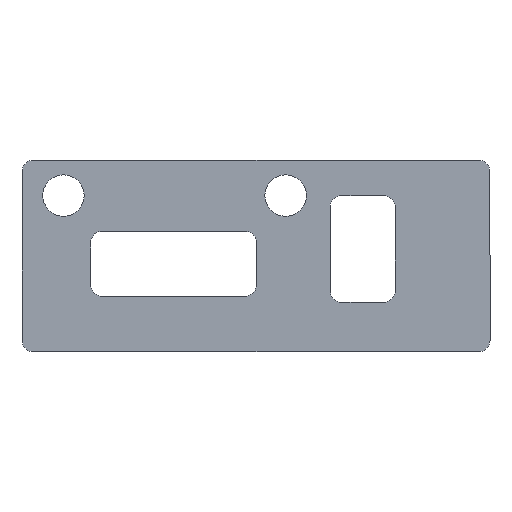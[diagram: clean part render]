
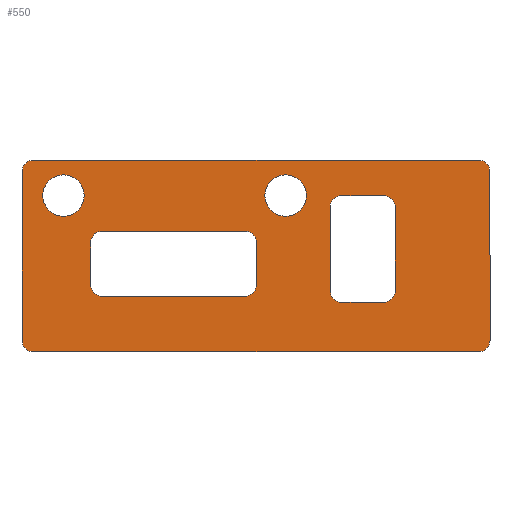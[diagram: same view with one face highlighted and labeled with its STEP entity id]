
A CAD part, top view. The second image highlights one B-rep face of the part: STEP entity #550.
In plain terms, the highlighted planar face has unit normal (0, 0, 1).
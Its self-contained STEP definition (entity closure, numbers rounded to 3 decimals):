
#28=PLANE('',#608);
#33=LINE('',#796,#81);
#47=LINE('',#849,#95);
#52=LINE('',#862,#100);
#55=LINE('',#870,#103);
#58=LINE('',#878,#106);
#60=LINE('',#884,#108);
#64=LINE('',#894,#112);
#67=LINE('',#902,#115);
#70=LINE('',#910,#118);
#72=LINE('',#916,#120);
#75=LINE('',#924,#123);
#76=LINE('',#926,#124);
#81=VECTOR('',#635,37.5);
#95=VECTOR('',#679,14.2);
#100=VECTOR('',#694,3.5);
#103=VECTOR('',#703,7.);
#106=VECTOR('',#712,3.5);
#108=VECTOR('',#720,7.);
#112=VECTOR('',#730,12.);
#115=VECTOR('',#739,3.5);
#118=VECTOR('',#748,12.);
#120=VECTOR('',#756,3.5);
#123=VECTOR('',#765,37.5);
#124=VECTOR('',#768,14.2);
#131=FACE_BOUND('',#197,.T.);
#132=FACE_BOUND('',#198,.T.);
#133=FACE_BOUND('',#199,.T.);
#134=FACE_BOUND('',#200,.T.);
#162=FACE_OUTER_BOUND('',#196,.T.);
#196=EDGE_LOOP('',(#483,#484,#485,#486,#487,#488,#489,#490));
#197=EDGE_LOOP('',(#491));
#198=EDGE_LOOP('',(#492));
#199=EDGE_LOOP('',(#493,#494,#495,#496,#497,#498,#499,#500));
#200=EDGE_LOOP('',(#501,#502,#503,#504,#505,#506,#507,#508));
#202=CIRCLE('',#555,1.75);
#204=CIRCLE('',#558,1.75);
#205=CIRCLE('',#560,1.);
#218=CIRCLE('',#576,1.);
#219=CIRCLE('',#579,1.);
#220=CIRCLE('',#581,1.);
#221=CIRCLE('',#584,1.);
#222=CIRCLE('',#587,1.);
#223=CIRCLE('',#590,1.);
#224=CIRCLE('',#593,1.);
#225=CIRCLE('',#596,1.);
#226=CIRCLE('',#599,1.);
#227=CIRCLE('',#602,1.);
#228=CIRCLE('',#605,1.);
#230=VERTEX_POINT('',#775);
#232=VERTEX_POINT('',#780);
#233=VERTEX_POINT('',#783);
#234=VERTEX_POINT('',#784);
#238=VERTEX_POINT('',#794);
#260=VERTEX_POINT('',#842);
#261=VERTEX_POINT('',#843);
#262=VERTEX_POINT('',#848);
#263=VERTEX_POINT('',#854);
#264=VERTEX_POINT('',#856);
#265=VERTEX_POINT('',#860);
#266=VERTEX_POINT('',#864);
#267=VERTEX_POINT('',#866);
#268=VERTEX_POINT('',#872);
#269=VERTEX_POINT('',#874);
#270=VERTEX_POINT('',#880);
#271=VERTEX_POINT('',#886);
#272=VERTEX_POINT('',#888);
#273=VERTEX_POINT('',#892);
#274=VERTEX_POINT('',#896);
#275=VERTEX_POINT('',#898);
#276=VERTEX_POINT('',#904);
#277=VERTEX_POINT('',#906);
#278=VERTEX_POINT('',#912);
#279=VERTEX_POINT('',#918);
#280=VERTEX_POINT('',#919);
#282=EDGE_CURVE('',#230,#230,#202,.T.);
#284=EDGE_CURVE('',#232,#232,#204,.T.);
#285=EDGE_CURVE('',#233,#234,#205,.T.);
#291=EDGE_CURVE('',#238,#233,#33,.T.);
#314=EDGE_CURVE('',#260,#261,#218,.T.);
#317=EDGE_CURVE('',#261,#262,#47,.T.);
#319=EDGE_CURVE('',#262,#238,#219,.T.);
#321=EDGE_CURVE('',#263,#264,#220,.T.);
#324=EDGE_CURVE('',#263,#265,#52,.T.);
#326=EDGE_CURVE('',#266,#267,#221,.T.);
#328=EDGE_CURVE('',#266,#264,#55,.T.);
#330=EDGE_CURVE('',#268,#269,#222,.T.);
#332=EDGE_CURVE('',#268,#267,#58,.T.);
#334=EDGE_CURVE('',#270,#265,#223,.T.);
#335=EDGE_CURVE('',#270,#269,#60,.T.);
#337=EDGE_CURVE('',#271,#272,#224,.T.);
#340=EDGE_CURVE('',#271,#273,#64,.T.);
#342=EDGE_CURVE('',#274,#275,#225,.T.);
#344=EDGE_CURVE('',#274,#272,#67,.T.);
#346=EDGE_CURVE('',#276,#277,#226,.T.);
#348=EDGE_CURVE('',#276,#275,#70,.T.);
#350=EDGE_CURVE('',#278,#273,#227,.T.);
#351=EDGE_CURVE('',#278,#277,#72,.T.);
#352=EDGE_CURVE('',#279,#280,#228,.T.);
#355=EDGE_CURVE('',#280,#260,#75,.T.);
#356=EDGE_CURVE('',#234,#279,#76,.T.);
#483=ORIENTED_EDGE('',*,*,#285,.F.);
#484=ORIENTED_EDGE('',*,*,#291,.F.);
#485=ORIENTED_EDGE('',*,*,#319,.F.);
#486=ORIENTED_EDGE('',*,*,#317,.F.);
#487=ORIENTED_EDGE('',*,*,#314,.F.);
#488=ORIENTED_EDGE('',*,*,#355,.F.);
#489=ORIENTED_EDGE('',*,*,#352,.F.);
#490=ORIENTED_EDGE('',*,*,#356,.F.);
#491=ORIENTED_EDGE('',*,*,#282,.T.);
#492=ORIENTED_EDGE('',*,*,#284,.T.);
#493=ORIENTED_EDGE('',*,*,#351,.T.);
#494=ORIENTED_EDGE('',*,*,#346,.F.);
#495=ORIENTED_EDGE('',*,*,#348,.T.);
#496=ORIENTED_EDGE('',*,*,#342,.F.);
#497=ORIENTED_EDGE('',*,*,#344,.T.);
#498=ORIENTED_EDGE('',*,*,#337,.F.);
#499=ORIENTED_EDGE('',*,*,#340,.T.);
#500=ORIENTED_EDGE('',*,*,#350,.F.);
#501=ORIENTED_EDGE('',*,*,#335,.T.);
#502=ORIENTED_EDGE('',*,*,#330,.F.);
#503=ORIENTED_EDGE('',*,*,#332,.T.);
#504=ORIENTED_EDGE('',*,*,#326,.F.);
#505=ORIENTED_EDGE('',*,*,#328,.T.);
#506=ORIENTED_EDGE('',*,*,#321,.F.);
#507=ORIENTED_EDGE('',*,*,#324,.T.);
#508=ORIENTED_EDGE('',*,*,#334,.F.);
#550=ADVANCED_FACE('',(#162,#131,#132,#133,#134),#28,.T.);
#555=AXIS2_PLACEMENT_3D('',#776,#615,#616);
#558=AXIS2_PLACEMENT_3D('',#781,#621,#622);
#560=AXIS2_PLACEMENT_3D('',#785,#625,#626);
#576=AXIS2_PLACEMENT_3D('',#844,#673,#674);
#579=AXIS2_PLACEMENT_3D('',#852,#683,#684);
#581=AXIS2_PLACEMENT_3D('',#857,#688,#689);
#584=AXIS2_PLACEMENT_3D('',#867,#698,#699);
#587=AXIS2_PLACEMENT_3D('',#875,#707,#708);
#590=AXIS2_PLACEMENT_3D('',#882,#716,#717);
#593=AXIS2_PLACEMENT_3D('',#889,#724,#725);
#596=AXIS2_PLACEMENT_3D('',#899,#734,#735);
#599=AXIS2_PLACEMENT_3D('',#907,#743,#744);
#602=AXIS2_PLACEMENT_3D('',#914,#752,#753);
#605=AXIS2_PLACEMENT_3D('',#920,#759,#760);
#608=AXIS2_PLACEMENT_3D('',#927,#769,#770);
#615=DIRECTION('center_axis',(0.,0.,-1.));
#616=DIRECTION('ref_axis',(1.,0.,0.));
#621=DIRECTION('center_axis',(0.,0.,-1.));
#622=DIRECTION('ref_axis',(1.,0.,0.));
#625=DIRECTION('center_axis',(0.,0.,-1.));
#626=DIRECTION('ref_axis',(-0.707,-0.707,0.));
#635=DIRECTION('',(-1.,0.,0.));
#673=DIRECTION('center_axis',(0.,0.,-1.));
#674=DIRECTION('ref_axis',(0.707,0.707,0.));
#679=DIRECTION('',(0.,-1.,0.));
#683=DIRECTION('center_axis',(0.,0.,-1.));
#684=DIRECTION('ref_axis',(0.707,-0.707,0.));
#688=DIRECTION('center_axis',(0.,0.,1.));
#689=DIRECTION('ref_axis',(-0.707,0.707,0.));
#694=DIRECTION('',(1.,0.,0.));
#698=DIRECTION('center_axis',(0.,0.,1.));
#699=DIRECTION('ref_axis',(-0.707,-0.707,0.));
#703=DIRECTION('',(0.,1.,0.));
#707=DIRECTION('center_axis',(0.,0.,1.));
#708=DIRECTION('ref_axis',(0.707,-0.707,0.));
#712=DIRECTION('',(-1.,0.,0.));
#716=DIRECTION('center_axis',(0.,0.,1.));
#717=DIRECTION('ref_axis',(0.707,0.707,0.));
#720=DIRECTION('',(0.,-1.,0.));
#724=DIRECTION('center_axis',(0.,0.,1.));
#725=DIRECTION('ref_axis',(-0.707,0.707,0.));
#730=DIRECTION('',(1.,0.,0.));
#734=DIRECTION('center_axis',(0.,0.,1.));
#735=DIRECTION('ref_axis',(-0.707,-0.707,0.));
#739=DIRECTION('',(0.,1.,0.));
#743=DIRECTION('center_axis',(0.,0.,1.));
#744=DIRECTION('ref_axis',(0.707,-0.707,0.));
#748=DIRECTION('',(-1.,0.,0.));
#752=DIRECTION('center_axis',(0.,0.,1.));
#753=DIRECTION('ref_axis',(0.707,0.707,0.));
#756=DIRECTION('',(0.,-1.,0.));
#759=DIRECTION('center_axis',(0.,0.,-1.));
#760=DIRECTION('ref_axis',(-0.707,0.707,0.));
#765=DIRECTION('',(1.,0.,0.));
#768=DIRECTION('',(0.,1.,0.));
#769=DIRECTION('center_axis',(0.,0.,1.));
#770=DIRECTION('ref_axis',(1.,0.,0.));
#775=CARTESIAN_POINT('',(-15.5,13.2,2.));
#776=CARTESIAN_POINT('Origin',(-17.25,13.2,2.));
#780=CARTESIAN_POINT('',(-34.25,13.2,2.));
#781=CARTESIAN_POINT('Origin',(-36.,13.2,2.));
#783=CARTESIAN_POINT('',(-38.5,0.,2.));
#784=CARTESIAN_POINT('',(-39.5,1.,2.));
#785=CARTESIAN_POINT('Origin',(-38.5,1.,2.));
#794=CARTESIAN_POINT('',(-1.,0.,2.));
#796=CARTESIAN_POINT('',(0.,0.,2.));
#842=CARTESIAN_POINT('',(-1.,16.2,2.));
#843=CARTESIAN_POINT('',(0.,15.2,2.));
#844=CARTESIAN_POINT('Origin',(-1.,15.2,2.));
#848=CARTESIAN_POINT('',(0.,1.,2.));
#849=CARTESIAN_POINT('',(0.,16.2,2.));
#852=CARTESIAN_POINT('Origin',(-1.,1.,2.));
#854=CARTESIAN_POINT('',(-12.5,13.2,2.));
#856=CARTESIAN_POINT('',(-13.5,12.2,2.));
#857=CARTESIAN_POINT('Origin',(-12.5,12.2,2.));
#860=CARTESIAN_POINT('',(-9.,13.2,2.));
#862=CARTESIAN_POINT('',(-16.625,13.2,2.));
#864=CARTESIAN_POINT('',(-13.5,5.2,2.));
#866=CARTESIAN_POINT('',(-12.5,4.2,2.));
#867=CARTESIAN_POINT('Origin',(-12.5,5.2,2.));
#870=CARTESIAN_POINT('',(-13.5,6.15,2.));
#872=CARTESIAN_POINT('',(-9.,4.2,2.));
#874=CARTESIAN_POINT('',(-8.,5.2,2.));
#875=CARTESIAN_POINT('Origin',(-9.,5.2,2.));
#878=CARTESIAN_POINT('',(-13.875,4.2,2.));
#880=CARTESIAN_POINT('',(-8.,12.2,2.));
#882=CARTESIAN_POINT('Origin',(-9.,12.2,2.));
#884=CARTESIAN_POINT('',(-8.,10.65,2.));
#886=CARTESIAN_POINT('',(-32.7,10.2,2.));
#888=CARTESIAN_POINT('',(-33.7,9.2,2.));
#889=CARTESIAN_POINT('Origin',(-32.7,9.2,2.));
#892=CARTESIAN_POINT('',(-20.7,10.2,2.));
#894=CARTESIAN_POINT('',(-26.725,10.2,2.));
#896=CARTESIAN_POINT('',(-33.7,5.7,2.));
#898=CARTESIAN_POINT('',(-32.7,4.7,2.));
#899=CARTESIAN_POINT('Origin',(-32.7,5.7,2.));
#902=CARTESIAN_POINT('',(-33.7,6.4,2.));
#904=CARTESIAN_POINT('',(-20.7,4.7,2.));
#906=CARTESIAN_POINT('',(-19.7,5.7,2.));
#907=CARTESIAN_POINT('Origin',(-20.7,5.7,2.));
#910=CARTESIAN_POINT('',(-19.725,4.7,2.));
#912=CARTESIAN_POINT('',(-19.7,9.2,2.));
#914=CARTESIAN_POINT('Origin',(-20.7,9.2,2.));
#916=CARTESIAN_POINT('',(-19.7,9.15,2.));
#918=CARTESIAN_POINT('',(-39.5,15.2,2.));
#919=CARTESIAN_POINT('',(-38.5,16.2,2.));
#920=CARTESIAN_POINT('Origin',(-38.5,15.2,2.));
#924=CARTESIAN_POINT('',(-39.5,16.2,2.));
#926=CARTESIAN_POINT('',(-39.5,0.,2.));
#927=CARTESIAN_POINT('Origin',(-19.75,8.1,2.));
